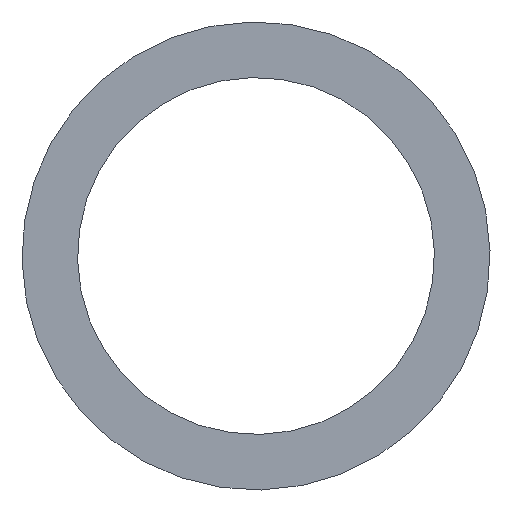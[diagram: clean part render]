
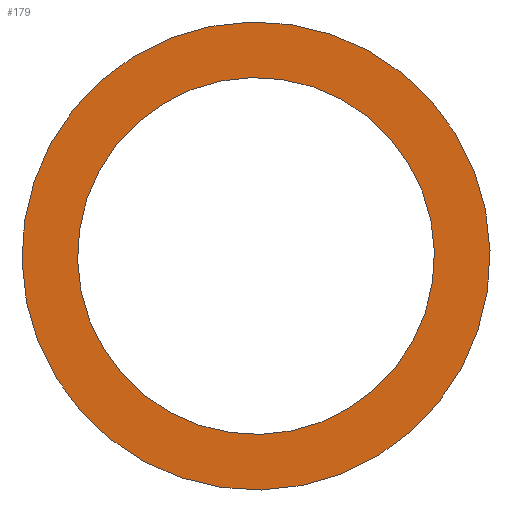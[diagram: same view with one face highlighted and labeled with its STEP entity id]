
A CAD part, front view. The second image highlights one B-rep face of the part: STEP entity #179.
In plain terms, the highlighted planar face has unit normal (0, -1, 0).
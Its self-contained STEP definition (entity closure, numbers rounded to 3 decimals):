
#57=CARTESIAN_POINT('Axis2P3D Location',(0.,0.,0.)) ;
#61=CARTESIAN_POINT('Vertex',(1.462,0.,2.677)) ;
#63=CARTESIAN_POINT('Vertex',(-1.462,0.,-2.677)) ;
#92=CARTESIAN_POINT('Axis2P3D Location',(0.,0.,0.)) ;
#127=CARTESIAN_POINT('Vertex',(1.918,0.,3.51)) ;
#130=CARTESIAN_POINT('Axis2P3D Location',(0.,0.,0.)) ;
#134=CARTESIAN_POINT('Vertex',(-1.918,0.,-3.51)) ;
#154=CARTESIAN_POINT('Axis2P3D Location',(0.,0.,0.)) ;
#166=CARTESIAN_POINT('Axis2P3D Location',(0.,0.,4.)) ;
#58=DIRECTION('Axis2P3D Direction',(0.,1.,0.)) ;
#93=DIRECTION('Axis2P3D Direction',(0.,1.,0.)) ;
#131=DIRECTION('Axis2P3D Direction',(0.,1.,0.)) ;
#155=DIRECTION('Axis2P3D Direction',(0.,1.,0.)) ;
#167=DIRECTION('Axis2P3D Direction',(0.,1.,0.)) ;
#168=DIRECTION('Axis2P3D XDirection',(1.,-0.,0.)) ;
#59=AXIS2_PLACEMENT_3D('Circle Axis2P3D',#57,#58,$) ;
#94=AXIS2_PLACEMENT_3D('Circle Axis2P3D',#92,#93,$) ;
#132=AXIS2_PLACEMENT_3D('Circle Axis2P3D',#130,#131,$) ;
#156=AXIS2_PLACEMENT_3D('Circle Axis2P3D',#154,#155,$) ;
#169=AXIS2_PLACEMENT_3D('Plane Axis2P3D',#166,#167,#168) ;
#172=ORIENTED_EDGE('',*,*,#136,.F.) ;
#173=ORIENTED_EDGE('',*,*,#158,.F.) ;
#176=ORIENTED_EDGE('',*,*,#96,.T.) ;
#177=ORIENTED_EDGE('',*,*,#65,.T.) ;
#178=FACE_BOUND('',#175,.T.) ;
#179=ADVANCED_FACE('PartBody',(#174,#178),#170,.F.) ;
#60=CIRCLE('generated circle',#59,3.05) ;
#95=CIRCLE('generated circle',#94,3.05) ;
#133=CIRCLE('generated circle',#132,4.) ;
#157=CIRCLE('generated circle',#156,4.) ;
#65=EDGE_CURVE('',#62,#64,#60,.T.) ;
#96=EDGE_CURVE('',#64,#62,#95,.T.) ;
#136=EDGE_CURVE('',#128,#135,#133,.T.) ;
#158=EDGE_CURVE('',#135,#128,#157,.T.) ;
#171=EDGE_LOOP('',(#172,#173)) ;
#175=EDGE_LOOP('',(#176,#177)) ;
#174=FACE_OUTER_BOUND('',#171,.T.) ;
#170=PLANE('',#169) ;
#62=VERTEX_POINT('',#61) ;
#64=VERTEX_POINT('',#63) ;
#128=VERTEX_POINT('',#127) ;
#135=VERTEX_POINT('',#134) ;
